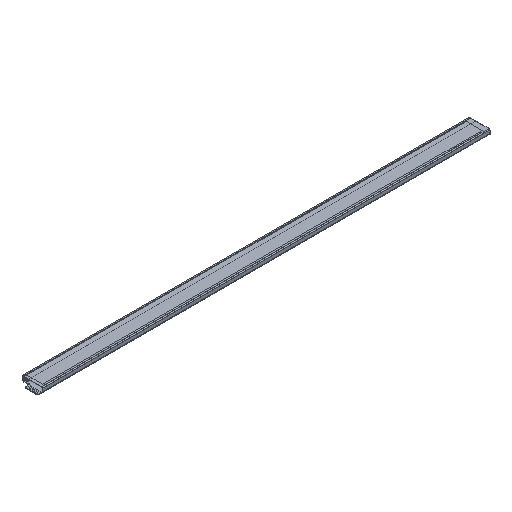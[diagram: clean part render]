
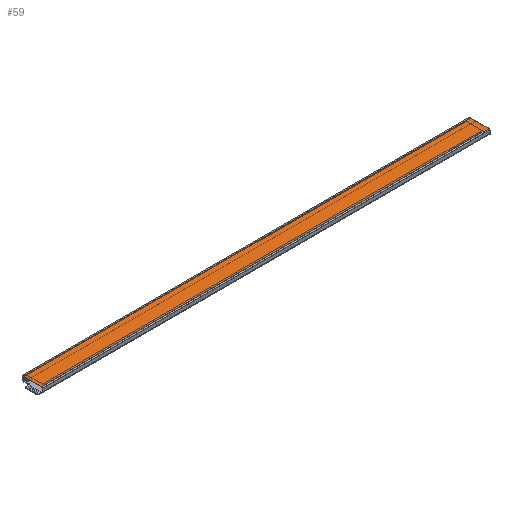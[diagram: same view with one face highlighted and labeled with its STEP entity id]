
A CAD part, isometric view. The second image highlights one B-rep face of the part: STEP entity #59.
In plain terms, the highlighted planar face has unit normal (0, 0, 1).
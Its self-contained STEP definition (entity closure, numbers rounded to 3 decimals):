
#59 = ADVANCED_FACE ( 'NONE', ( #1328 ), #2602, .F. ) ;
#117 = EDGE_CURVE ( 'NONE', #312, #777, #1519, .T. ) ;
#237 = VERTEX_POINT ( 'NONE', #939 ) ;
#259 = VECTOR ( 'NONE', #1732, 1000. ) ;
#312 = VERTEX_POINT ( 'NONE', #2258 ) ;
#489 = ORIENTED_EDGE ( 'NONE', *, *, #1359, .T. ) ;
#532 = DIRECTION ( 'NONE',  ( 0., -1., 0. ) ) ;
#737 = CARTESIAN_POINT ( 'NONE',  ( -2., 0., 0. ) ) ;
#777 = VERTEX_POINT ( 'NONE', #1331 ) ;
#921 = LINE ( 'NONE', #2274, #1681 ) ;
#933 = CARTESIAN_POINT ( 'NONE',  ( 313.1, 0., 0. ) ) ;
#939 = CARTESIAN_POINT ( 'NONE',  ( 313.1, 13.4, 0. ) ) ;
#1131 = AXIS2_PLACEMENT_3D ( 'NONE', #1141, #2161, #1702 ) ;
#1141 = CARTESIAN_POINT ( 'NONE',  ( 0., 0., 0. ) ) ;
#1291 = ORIENTED_EDGE ( 'NONE', *, *, #117, .T. ) ;
#1328 = FACE_OUTER_BOUND ( 'NONE', #2563, .T. ) ;
#1331 = CARTESIAN_POINT ( 'NONE',  ( 313.1, 0.7, 0. ) ) ;
#1359 = EDGE_CURVE ( 'NONE', #237, #1786, #921, .T. ) ;
#1365 = LINE ( 'NONE', #737, #2051 ) ;
#1519 = LINE ( 'NONE', #2126, #259 ) ;
#1606 = CARTESIAN_POINT ( 'NONE',  ( -2., 13.4, 0. ) ) ;
#1651 = ORIENTED_EDGE ( 'NONE', *, *, #2202, .T. ) ;
#1681 = VECTOR ( 'NONE', #2505, 1000. ) ;
#1702 = DIRECTION ( 'NONE',  ( -1., 0., 0. ) ) ;
#1732 = DIRECTION ( 'NONE',  ( 1., 0., 0. ) ) ;
#1786 = VERTEX_POINT ( 'NONE', #1606 ) ;
#2051 = VECTOR ( 'NONE', #532, 1000. ) ;
#2057 = ORIENTED_EDGE ( 'NONE', *, *, #2234, .T. ) ;
#2126 = CARTESIAN_POINT ( 'NONE',  ( -2., 0.7, 0. ) ) ;
#2161 = DIRECTION ( 'NONE',  ( 0., 0., -1. ) ) ;
#2202 = EDGE_CURVE ( 'NONE', #777, #237, #2667, .T. ) ;
#2212 = DIRECTION ( 'NONE',  ( 0., 1., 0. ) ) ;
#2234 = EDGE_CURVE ( 'NONE', #1786, #312, #1365, .T. ) ;
#2258 = CARTESIAN_POINT ( 'NONE',  ( -2., 0.7, 0. ) ) ;
#2272 = VECTOR ( 'NONE', #2212, 1000. ) ;
#2274 = CARTESIAN_POINT ( 'NONE',  ( -2., 13.4, 0. ) ) ;
#2505 = DIRECTION ( 'NONE',  ( -1., 0., 0. ) ) ;
#2563 = EDGE_LOOP ( 'NONE', ( #1291, #1651, #489, #2057 ) ) ;
#2602 = PLANE ( 'NONE',  #1131 ) ;
#2667 = LINE ( 'NONE', #933, #2272 ) ;
